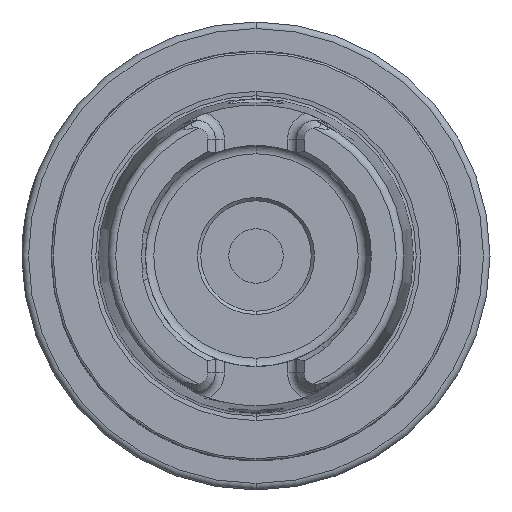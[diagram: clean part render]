
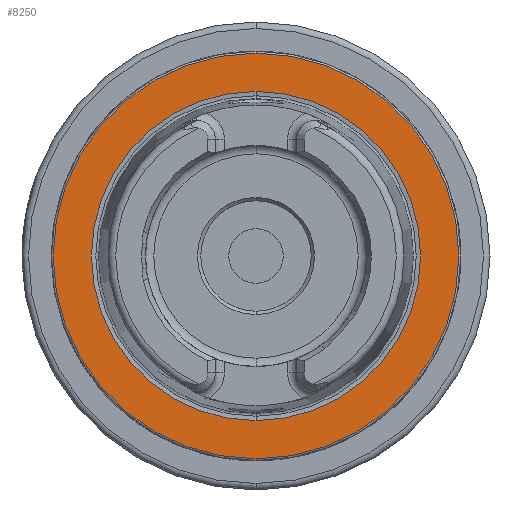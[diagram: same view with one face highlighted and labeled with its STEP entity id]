
A CAD part, left-side view. The second image highlights one B-rep face of the part: STEP entity #8250.
In plain terms, the highlighted planar face has unit normal (-1, 0, 0).
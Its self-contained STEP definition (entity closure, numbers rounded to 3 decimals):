
#901 = ORIENTED_EDGE ( 'NONE', *, *, #9688, .F. ) ;
#902 = ORIENTED_EDGE ( 'NONE', *, *, #11067, .F. ) ;
#904 = ORIENTED_EDGE ( 'NONE', *, *, #9684, .T. ) ;
#910 = ORIENTED_EDGE ( 'NONE', *, *, #11068, .T. ) ;
#1492 = EDGE_LOOP ( 'NONE', ( #904, #910 ) ) ;
#1514 = EDGE_LOOP ( 'NONE', ( #902, #901 ) ) ;
#2801 = DIRECTION ( 'NONE',  ( 0., 0., 1. ) ) ;
#2803 = DIRECTION ( 'NONE',  ( -1., 0., 0. ) ) ;
#2811 = CARTESIAN_POINT ( 'NONE',  ( 0., 0., 0. ) ) ;
#2826 = DIRECTION ( 'NONE',  ( -1., 0., 0. ) ) ;
#2857 = CARTESIAN_POINT ( 'NONE',  ( 0., 0., 0. ) ) ;
#2871 = DIRECTION ( 'NONE',  ( 0., 0., 1. ) ) ;
#4732 = DIRECTION ( 'NONE',  ( 0., 0., 1. ) ) ;
#4733 = DIRECTION ( 'NONE',  ( -1., 0., 0. ) ) ;
#4734 = CARTESIAN_POINT ( 'NONE',  ( 0., 0., 0. ) ) ;
#4747 = DIRECTION ( 'NONE',  ( 0., 0., 1. ) ) ;
#4748 = DIRECTION ( 'NONE',  ( -1., 0., 0. ) ) ;
#4749 = CARTESIAN_POINT ( 'NONE',  ( 0., 0., 0. ) ) ;
#4871 = VERTEX_POINT ( 'NONE', #13126 ) ;
#4873 = VERTEX_POINT ( 'NONE', #13112 ) ;
#4877 = VERTEX_POINT ( 'NONE', #13114 ) ;
#4878 = VERTEX_POINT ( 'NONE', #13108 ) ;
#6201 = AXIS2_PLACEMENT_3D ( 'NONE', #10833, #10762, #10751 ) ;
#8250 = ADVANCED_FACE ( 'NONE', ( #10831, #10806 ), #10794, .F. ) ;
#8378 = CIRCLE ( 'NONE', #8393, 31.2 ) ;
#8380 = CIRCLE ( 'NONE', #8381, 25.324 ) ;
#8381 = AXIS2_PLACEMENT_3D ( 'NONE', #2857, #2826, #2871 ) ;
#8393 = AXIS2_PLACEMENT_3D ( 'NONE', #2811, #2803, #2801 ) ;
#9684 = EDGE_CURVE ( 'NONE', #4878, #4877, #11245, .T. ) ;
#9688 = EDGE_CURVE ( 'NONE', #4873, #4871, #11251, .T. ) ;
#10751 = DIRECTION ( 'NONE',  ( 0., 0., -1. ) ) ;
#10762 = DIRECTION ( 'NONE',  ( 1., 0., 0. ) ) ;
#10794 = PLANE ( 'NONE',  #6201 ) ;
#10806 = FACE_OUTER_BOUND ( 'NONE', #1492, .T. ) ;
#10831 = FACE_BOUND ( 'NONE', #1514, .T. ) ;
#10833 = CARTESIAN_POINT ( 'NONE',  ( 0., 31.2, 0. ) ) ;
#11067 = EDGE_CURVE ( 'NONE', #4871, #4873, #8380, .T. ) ;
#11068 = EDGE_CURVE ( 'NONE', #4877, #4878, #8378, .T. ) ;
#11245 = CIRCLE ( 'NONE', #11248, 31.2 ) ;
#11248 = AXIS2_PLACEMENT_3D ( 'NONE', #4749, #4748, #4747 ) ;
#11251 = CIRCLE ( 'NONE', #11255, 25.324 ) ;
#11255 = AXIS2_PLACEMENT_3D ( 'NONE', #4734, #4733, #4732 ) ;
#13108 = CARTESIAN_POINT ( 'NONE',  ( 0., 0., 31.2 ) ) ;
#13112 = CARTESIAN_POINT ( 'NONE',  ( 0., 0., -25.324 ) ) ;
#13114 = CARTESIAN_POINT ( 'NONE',  ( 0., 0., -31.2 ) ) ;
#13126 = CARTESIAN_POINT ( 'NONE',  ( 0., 0., 25.324 ) ) ;
